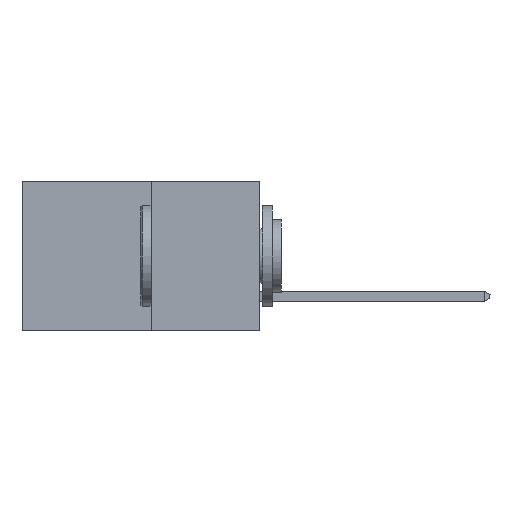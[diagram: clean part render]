
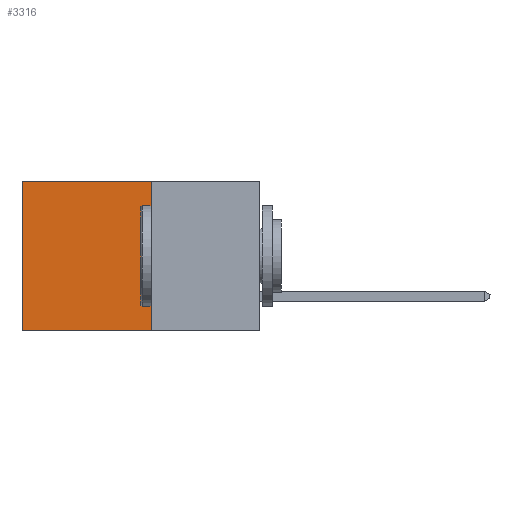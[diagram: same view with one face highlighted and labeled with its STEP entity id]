
A CAD part, left-side view. The second image highlights one B-rep face of the part: STEP entity #3316.
In plain terms, the highlighted planar face has unit normal (-1, 0, 0).
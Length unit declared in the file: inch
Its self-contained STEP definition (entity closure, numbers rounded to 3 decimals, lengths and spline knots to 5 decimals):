
#157 = VERTEX_POINT ( 'NONE', #5477 ) ;
#727 = ORIENTED_EDGE ( 'NONE', *, *, #3831, .F. ) ;
#1458 = EDGE_CURVE ( 'NONE', #13235, #157, #4098, .T. ) ;
#1491 = EDGE_LOOP ( 'NONE', ( #12150, #727, #4734, #2253 ) ) ;
#2253 = ORIENTED_EDGE ( 'NONE', *, *, #7381, .T. ) ;
#2422 = CARTESIAN_POINT ( 'NONE',  ( 0.277, 0.59, -0.37 ) ) ;
#3239 = LINE ( 'NONE', #2422, #14999 ) ;
#3316 = ADVANCED_FACE ( 'NONE', ( #14540 ), #6968, .F. ) ;
#3673 = DIRECTION ( 'NONE',  ( 0., 0., -1. ) ) ;
#3831 = EDGE_CURVE ( 'NONE', #157, #5714, #5516, .T. ) ;
#4098 = LINE ( 'NONE', #11616, #6556 ) ;
#4734 = ORIENTED_EDGE ( 'NONE', *, *, #1458, .F. ) ;
#5477 = CARTESIAN_POINT ( 'NONE',  ( 0.277, 0.27, -0.37 ) ) ;
#5486 = DIRECTION ( 'NONE',  ( 1., 0., 0. ) ) ;
#5516 = LINE ( 'NONE', #6662, #14199 ) ;
#5634 = DIRECTION ( 'NONE',  ( 0., 0., -1. ) ) ;
#5714 = VERTEX_POINT ( 'NONE', #14139 ) ;
#5781 = CARTESIAN_POINT ( 'NONE',  ( 0.277, 0.27, 0. ) ) ;
#6310 = CARTESIAN_POINT ( 'NONE',  ( 0.277, 0.27, -0.37 ) ) ;
#6556 = VECTOR ( 'NONE', #11655, 39.37008 ) ;
#6662 = CARTESIAN_POINT ( 'NONE',  ( 0.277, 0.27, -0.37 ) ) ;
#6968 = PLANE ( 'NONE',  #11277 ) ;
#7002 = VECTOR ( 'NONE', #8700, 39.37008 ) ;
#7025 = VERTEX_POINT ( 'NONE', #11049 ) ;
#7381 = EDGE_CURVE ( 'NONE', #13235, #7025, #13691, .T. ) ;
#7795 = DIRECTION ( 'NONE',  ( 0., 1., 0. ) ) ;
#8700 = DIRECTION ( 'NONE',  ( 0., 1., 0. ) ) ;
#8732 = CARTESIAN_POINT ( 'NONE',  ( 0.277, 0.27, 0. ) ) ;
#11049 = CARTESIAN_POINT ( 'NONE',  ( 0.277, 0.59, 0. ) ) ;
#11277 = AXIS2_PLACEMENT_3D ( 'NONE', #6310, #5486, #5634 ) ;
#11616 = CARTESIAN_POINT ( 'NONE',  ( 0.277, 0.27, -0.37 ) ) ;
#11655 = DIRECTION ( 'NONE',  ( 0., 0., -1. ) ) ;
#12150 = ORIENTED_EDGE ( 'NONE', *, *, #12292, .T. ) ;
#12292 = EDGE_CURVE ( 'NONE', #7025, #5714, #3239, .T. ) ;
#13235 = VERTEX_POINT ( 'NONE', #5781 ) ;
#13691 = LINE ( 'NONE', #8732, #7002 ) ;
#14139 = CARTESIAN_POINT ( 'NONE',  ( 0.277, 0.59, -0.37 ) ) ;
#14199 = VECTOR ( 'NONE', #7795, 39.37008 ) ;
#14540 = FACE_OUTER_BOUND ( 'NONE', #1491, .T. ) ;
#14999 = VECTOR ( 'NONE', #3673, 39.37008 ) ;
